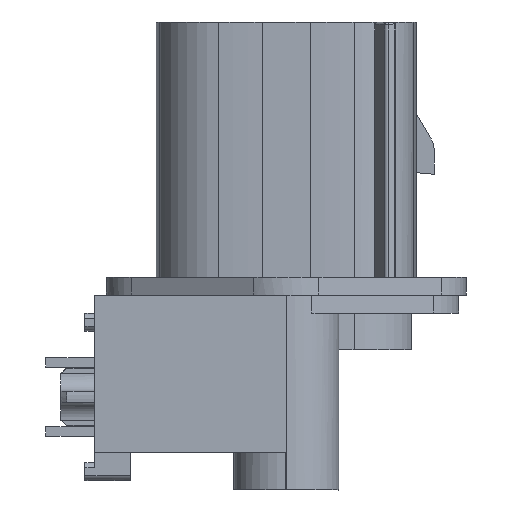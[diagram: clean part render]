
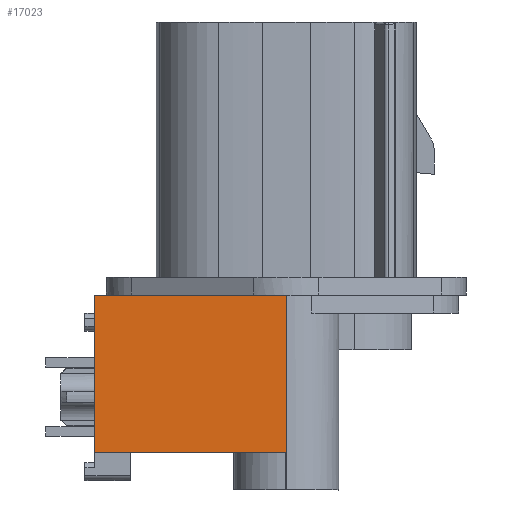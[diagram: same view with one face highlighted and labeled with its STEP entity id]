
A CAD part, left-side view. The second image highlights one B-rep face of the part: STEP entity #17023.
In plain terms, the highlighted planar face has unit normal (-1, 0, 0).
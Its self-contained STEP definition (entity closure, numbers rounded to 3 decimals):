
#810=DIRECTION('',(0.,0.,1.));
#811=VECTOR('',#810,3.197);
#812=CARTESIAN_POINT('',(-10.987,21.168,-67.441));
#813=LINE('',#812,#811);
#814=DIRECTION('',(0.,0.,-1.));
#815=VECTOR('',#814,16.51);
#816=CARTESIAN_POINT('',(-10.987,21.107,-50.931));
#817=LINE('',#816,#815);
#838=DIRECTION('',(0.,1.,0.));
#839=VECTOR('',#838,16.226);
#840=CARTESIAN_POINT('',(-10.987,21.168,-64.245));
#841=LINE('',#840,#839);
#4816=DIRECTION('',(0.,1.,0.));
#4817=VECTOR('',#4816,13.796);
#4818=CARTESIAN_POINT('',(-10.987,23.597,
-50.931));
#4819=LINE('',#4818,#4817);
#4820=DIRECTION('',(0.,1.,0.));
#4821=VECTOR('',#4820,2.49);
#4822=CARTESIAN_POINT('',(-10.987,21.107,
-50.931));
#4823=LINE('',#4822,#4821);
#4824=DIRECTION('',(0.,1.,0.));
#4825=VECTOR('',#4824,0.06);
#4826=CARTESIAN_POINT('',(-10.987,21.107,
-67.441));
#4827=LINE('',#4826,#4825);
#4833=DIRECTION('',(0.,0.,1.));
#4834=VECTOR('',#4833,13.313);
#4835=CARTESIAN_POINT('',(-10.987,37.393,
-64.245));
#4836=LINE('',#4835,#4834);
#8217=CARTESIAN_POINT('',(-10.987,37.393,
-50.931));
#8218=VERTEX_POINT('',#8217);
#8219=CARTESIAN_POINT('',(-10.987,37.393,
-64.245));
#8220=VERTEX_POINT('',#8219);
#8390=CARTESIAN_POINT('',(-10.987,21.168,
-67.441));
#8391=CARTESIAN_POINT('',(-10.987,21.107,
-67.441));
#8392=VERTEX_POINT('',#8390);
#8393=VERTEX_POINT('',#8391);
#8580=CARTESIAN_POINT('',(-10.987,21.168,
-64.245));
#8581=VERTEX_POINT('',#8580);
#8582=CARTESIAN_POINT('',(-10.987,21.107,
-50.931));
#8583=VERTEX_POINT('',#8582);
#8965=CARTESIAN_POINT('',(-10.987,23.597,
-50.931));
#8966=VERTEX_POINT('',#8965);
#17007=CARTESIAN_POINT('',(-10.987,8.995,
-49.28));
#17008=DIRECTION('',(1.,0.,0.));
#17009=DIRECTION('',(0.,1.,0.));
#17010=AXIS2_PLACEMENT_3D('',#17007,#17008,#17009);
#17011=PLANE('',#17010);
#17012=ORIENTED_EDGE('',*,*,#11322,.T.);
#17014=ORIENTED_EDGE('',*,*,#17013,.T.);
#17015=ORIENTED_EDGE('',*,*,#11318,.T.);
#17016=ORIENTED_EDGE('',*,*,#11378,.T.);
#17018=ORIENTED_EDGE('',*,*,#17017,.T.);
#17019=ORIENTED_EDGE('',*,*,#11455,.F.);
#17020=ORIENTED_EDGE('',*,*,#11276,.F.);
#17021=EDGE_LOOP('',(#17012,#17014,#17015,#17016,#17018,#17019,#17020));
#17022=FACE_OUTER_BOUND('',#17021,.F.);
#17023=ADVANCED_FACE('',(#17022),#17011,.F.);
#11276=EDGE_CURVE('',#8583,#8966,#4823,.T.);
#11318=EDGE_CURVE('',#8392,#8581,#813,.T.);
#11322=EDGE_CURVE('',#8583,#8393,#817,.T.);
#11378=EDGE_CURVE('',#8581,#8220,#841,.T.);
#11455=EDGE_CURVE('',#8966,#8218,#4819,.T.);
#17013=EDGE_CURVE('',#8393,#8392,#4827,.T.);
#17017=EDGE_CURVE('',#8220,#8218,#4836,.T.);
